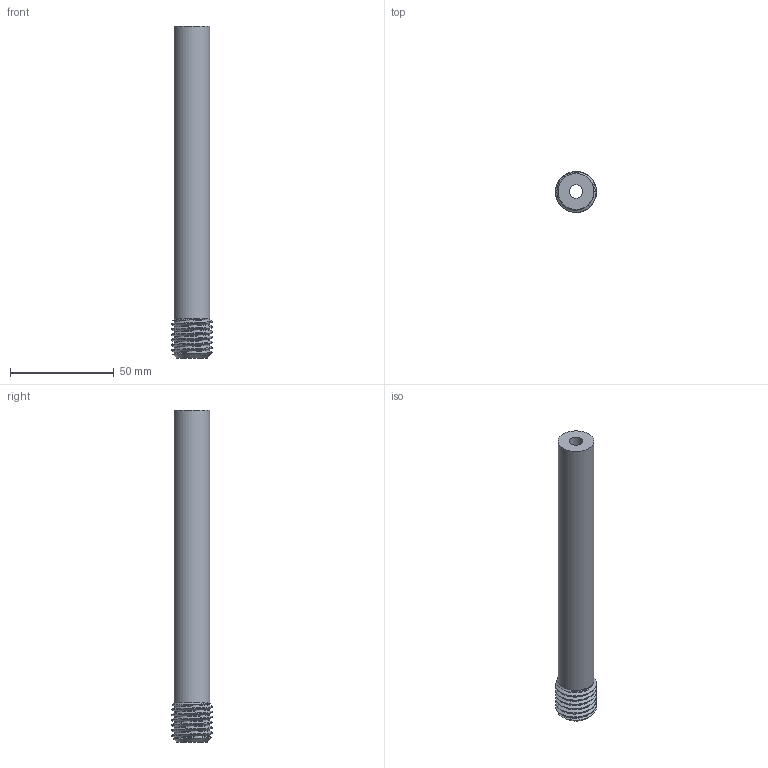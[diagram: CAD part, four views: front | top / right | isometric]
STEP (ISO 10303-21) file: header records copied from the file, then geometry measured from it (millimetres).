
FILE_DESCRIPTION(('FreeCAD Model'),'2;1');
FILE_NAME('Open CASCADE Shape Model','2026-01-13T20:35:34',(''),(''), 'Open CASCADE STEP processor 7.8','FreeCAD','Unknown');
FILE_SCHEMA(('AUTOMOTIVE_DESIGN { 1 0 10303 214 1 1 1 1 }'));
Length unit declared in the file: millimetre
Products named in the file (2): Part; Body
Assembly tree (1 placements, depth 2):
  Part
    Body
Bounding box: 19.75 x 19.74 x 160 mm (x, y, z)
Volume: 25823.7 mm3; surface area: 14685.1 mm2
Topology: 1 solids, 1 shells, 39 faces, 86 edges, 51 vertices
Faces by surface type: bspline 25, cone 6, cylinder 4, plane 4
Full cylindrical faces by diameter (mm): 6.6 x1, 10 x1, 17.3 x1
Entity records: 7947 total; most frequent: CARTESIAN_POINT 6438, DIRECTION 183, ORIENTED_EDGE 172, PCURVE 172, DEFINITIONAL_REPRESENTATION 172, LINE 117, VECTOR 117, B_SPLINE_CURVE_WITH_KNOTS 102
